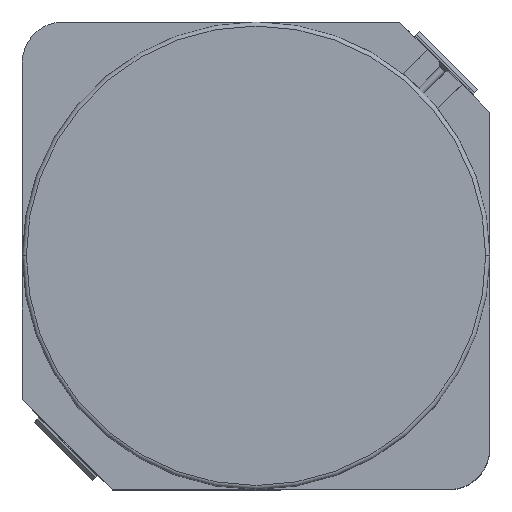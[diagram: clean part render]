
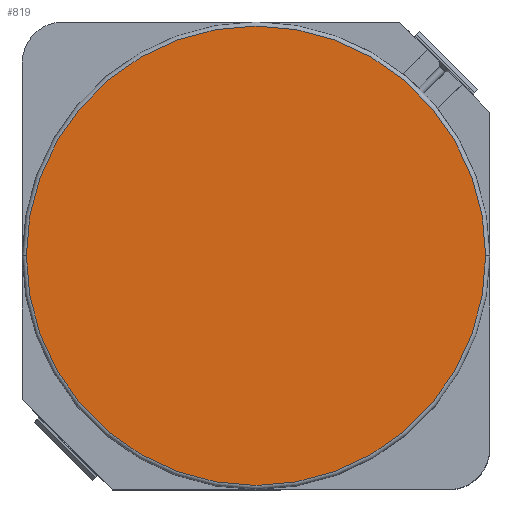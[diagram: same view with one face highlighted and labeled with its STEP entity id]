
A CAD part, top view. The second image highlights one B-rep face of the part: STEP entity #819.
In plain terms, the highlighted planar face has unit normal (0, 0, 1).
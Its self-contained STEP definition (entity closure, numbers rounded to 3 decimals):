
#172 = ORIENTED_EDGE ( 'NONE', *, *, #689, .T. ) ;
#246 = CIRCLE ( 'NONE', #621, 2.8 ) ;
#621 = AXIS2_PLACEMENT_3D ( 'NONE', #2907, #1546, #843 ) ;
#640 = EDGE_LOOP ( 'NONE', ( #172, #2437 ) ) ;
#689 = EDGE_CURVE ( 'NONE', #1837, #957, #2097, .T. ) ;
#819 = ADVANCED_FACE ( 'NONE', ( #1018 ), #2965, .T. ) ;
#843 = DIRECTION ( 'NONE',  ( 1., 0., 0. ) ) ;
#865 = CARTESIAN_POINT ( 'NONE',  ( 0., 0., 3.1 ) ) ;
#957 = VERTEX_POINT ( 'NONE', #2770 ) ;
#1010 = AXIS2_PLACEMENT_3D ( 'NONE', #865, #1101, #2709 ) ;
#1018 = FACE_OUTER_BOUND ( 'NONE', #640, .T. ) ;
#1077 = CARTESIAN_POINT ( 'NONE',  ( 2.8, 0., 3.1 ) ) ;
#1101 = DIRECTION ( 'NONE',  ( 0., 0., 1. ) ) ;
#1287 = EDGE_CURVE ( 'NONE', #957, #1837, #246, .T. ) ;
#1364 = AXIS2_PLACEMENT_3D ( 'NONE', #1906, #1459, #2363 ) ;
#1459 = DIRECTION ( 'NONE',  ( 0., 0., 1. ) ) ;
#1546 = DIRECTION ( 'NONE',  ( 0., 0., 1. ) ) ;
#1837 = VERTEX_POINT ( 'NONE', #1077 ) ;
#1906 = CARTESIAN_POINT ( 'NONE',  ( 0., 0., 3.1 ) ) ;
#2097 = CIRCLE ( 'NONE', #1364, 2.8 ) ;
#2363 = DIRECTION ( 'NONE',  ( 1., 0., 0. ) ) ;
#2437 = ORIENTED_EDGE ( 'NONE', *, *, #1287, .T. ) ;
#2709 = DIRECTION ( 'NONE',  ( 1., 0., 0. ) ) ;
#2770 = CARTESIAN_POINT ( 'NONE',  ( -2.8, 0., 3.1 ) ) ;
#2907 = CARTESIAN_POINT ( 'NONE',  ( 0., 0., 3.1 ) ) ;
#2965 = PLANE ( 'NONE',  #1010 ) ;
